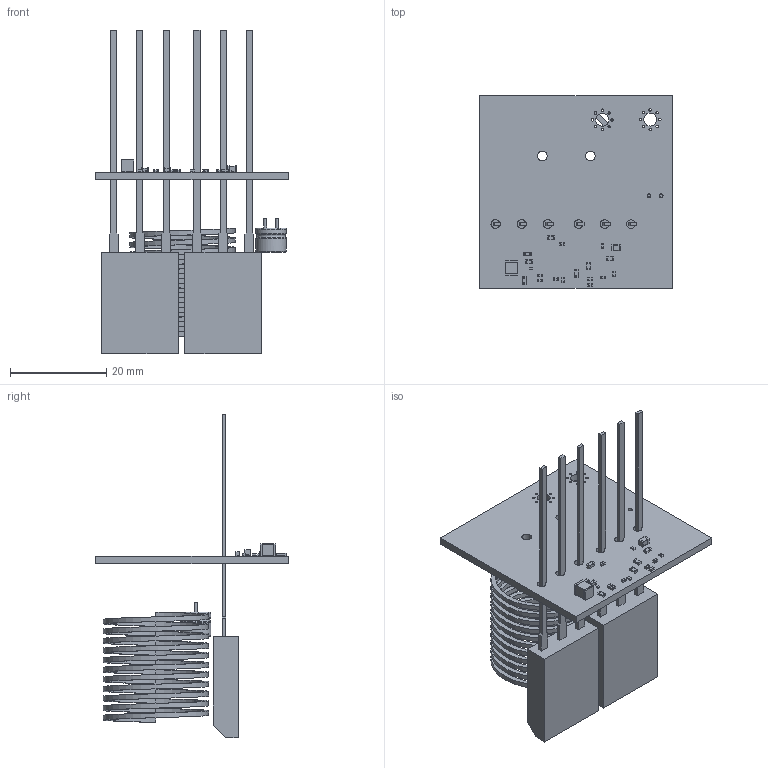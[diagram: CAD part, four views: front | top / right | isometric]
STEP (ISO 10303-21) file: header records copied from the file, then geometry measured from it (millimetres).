
FILE_DESCRIPTION(('KiCad electronic assembly'),'2;1');
FILE_NAME('dcdc3.step','2024-02-07T22:09:03',('Pcbnew'),('Kicad'), 'Open CASCADE STEP processor 7.6','KiCad to STEP converter','Unknown' );
FILE_SCHEMA(('AUTOMOTIVE_DESIGN { 1 0 10303 214 1 1 1 1 }'));
Length unit declared in the file: millimetre
Products named in the file (22): dcdc3 1; C_0805_2012Metric; R_0402_1005Metric; R_0603_1608Metric; C_0402_1005Metric; C_1210_3225Metric; C_0603_1608Metric; R_0201_0603Metric; C_Radial_D6.3mm_H5.0mm_P2.50mm; C_Radial_D63mm_H50mm_P250mm; coil; Body013; IXFX360N10T; ASSEMBLY; _autosave-dcdc3_PCB
Assembly tree (35 placements, depth 3):
  dcdc3 1
    C_0805_2012Metric
      C_0805_2012Metric
    R_0402_1005Metric  x5
      R_0402_1005Metric
    R_0603_1608Metric  x5
      R_0603_1608Metric
    C_0402_1005Metric  x5
      C_0402_1005Metric
    C_1210_3225Metric
      C_1210_3225Metric
    C_0603_1608Metric  x2
      C_0603_1608Metric
    R_0201_0603Metric
      R_0201_0603Metric
    C_Radial_D6.3mm_H5.0mm_P2.50mm
      C_Radial_D63mm_H50mm_P250mm
    coil
      Body013
    IXFX360N10T  x2
      ASSEMBLY
    _autosave-dcdc3_PCB
Bounding box: 40 x 40 x 67.28 mm (x, y, z)
Volume: 7016.2 mm3; surface area: 9874.5 mm2
Topology: 31 solids, 32 shells, 724 faces, 1826 edges, 1188 vertices
Faces by surface type: plane 444, cylinder 231, bspline 46, revolution 2, torus 1
Full cylindrical faces by diameter (mm): 0.5 x16, 0.6 x2, 0.8 x2, 1.81 x6, 2 x2, 2.7 x2, 4.41 x3, 6.3 x2
Entity records: 13478 total; most frequent: CARTESIAN_POINT 3432, ORIENTED_EDGE 1670, DIRECTION 1624, EDGE_CURVE 835, AXIS2_PLACEMENT_3D 556, VERTEX_POINT 538, LINE 510, VECTOR 510
